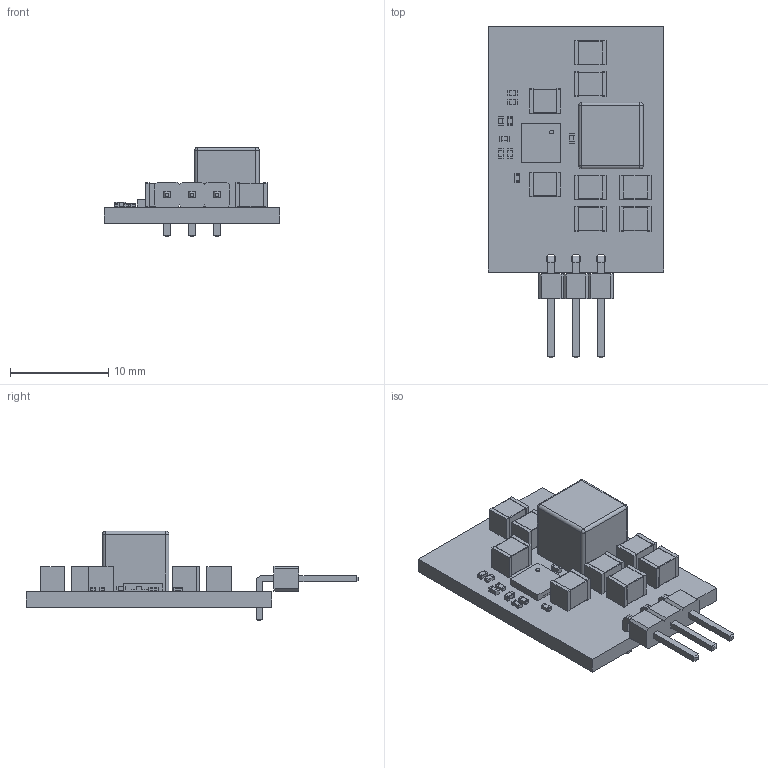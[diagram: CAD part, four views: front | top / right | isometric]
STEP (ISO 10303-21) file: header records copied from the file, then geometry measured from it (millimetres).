
FILE_DESCRIPTION(('KiCad electronic assembly'),'2;1');
FILE_NAME('Generic_Buck_Converter.step','2023-04-18T17:01:37',('Pcbnew') ,('Kicad'),'Open CASCADE STEP processor 7.6','KiCad to STEP converter' ,'Unknown');
FILE_SCHEMA(('AUTOMOTIVE_DESIGN { 1 0 10303 214 1 1 1 1 }'));
Length unit declared in the file: millimetre
Products named in the file (14): Generic_Buck_Converter 1; R_0402_1005Metric; SOLID; C_1210_3225Metric; L_Coilcraft_XAL6060-XXX; COMPOUND; C_0402_1005Metric; TQFN-20-1EP_4x4mm_P0.5mm_EP2.7x2.7mm; PinHeader_1x03_P2.54mm_Horizontal; PCB
Assembly tree (27 placements, depth 3):
  Generic_Buck_Converter 1
    R_0402_1005Metric  x6
      SOLID
    C_1210_3225Metric  x8
      SOLID
    L_Coilcraft_XAL6060-XXX
      COMPOUND
    C_0402_1005Metric  x3
      SOLID
    TQFN-20-1EP_4x4mm_P0.5mm_EP2.7x2.7mm
      COMPOUND
    PinHeader_1x03_P2.54mm_Horizontal
      SOLID
    PCB
Bounding box: 17.8 x 33.74 x 9.1 mm (x, y, z)
Volume: 1196.2 mm3; surface area: 1938.4 mm2
Topology: 45 solids, 45 shells, 829 faces, 2068 edges, 1356 vertices
Faces by surface type: plane 581, cylinder 244, sphere 4
Full cylindrical faces by diameter (mm): 0.25 x9, 0.4 x1, 1 x3
Entity records: 28832 total; most frequent: CARTESIAN_POINT 5067, DIRECTION 4284, LINE 2848, VECTOR 2848, ORIENTED_EDGE 2152, PCURVE 2152, DEFINITIONAL_REPRESENTATION 2152, EDGE_CURVE 1076
